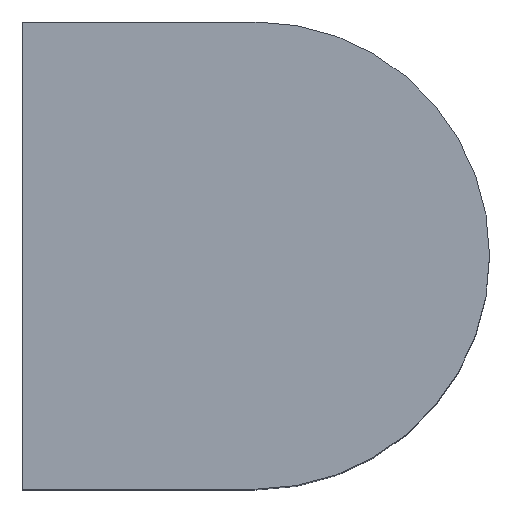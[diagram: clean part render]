
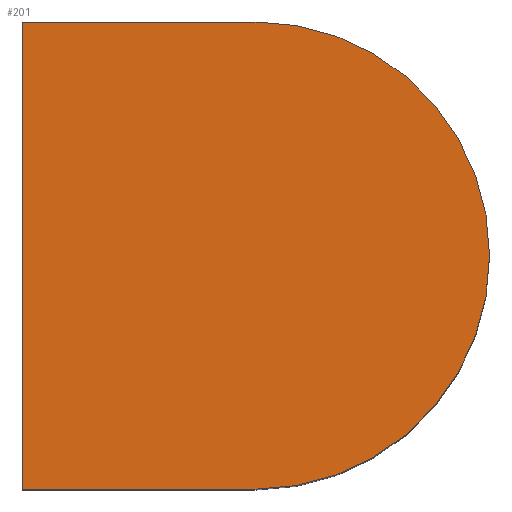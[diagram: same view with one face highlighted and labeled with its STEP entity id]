
A CAD part, top view. The second image highlights one B-rep face of the part: STEP entity #201.
In plain terms, the highlighted planar face has unit normal (0, 0, 1).
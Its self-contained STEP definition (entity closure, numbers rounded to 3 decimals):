
#9 = DIRECTION ( 'NONE',  ( -1., 0., 0. ) ) ;
#19 = AXIS2_PLACEMENT_3D ( 'NONE', #297, #204, #9 ) ;
#25 = DIRECTION ( 'NONE',  ( -1., 0., 0. ) ) ;
#36 = DIRECTION ( 'NONE',  ( 0., 0., 1. ) ) ;
#37 = CARTESIAN_POINT ( 'NONE',  ( 0., 0., 6.5 ) ) ;
#47 = AXIS2_PLACEMENT_3D ( 'NONE', #54, #260, #108 ) ;
#49 = AXIS2_PLACEMENT_3D ( 'NONE', #37, #36, #25 ) ;
#51 = CARTESIAN_POINT ( 'NONE',  ( 3., 3., 6.5 ) ) ;
#52 = VERTEX_POINT ( 'NONE', #93 ) ;
#54 = CARTESIAN_POINT ( 'NONE',  ( 0., 0., 6.5 ) ) ;
#61 = CIRCLE ( 'NONE', #49, 3. ) ;
#71 = EDGE_LOOP ( 'NONE', ( #188, #195, #205, #215, #216 ) ) ;
#77 = VERTEX_POINT ( 'NONE', #284 ) ;
#83 = VERTEX_POINT ( 'NONE', #88 ) ;
#86 = VERTEX_POINT ( 'NONE', #125 ) ;
#88 = CARTESIAN_POINT ( 'NONE',  ( 0., 3., 6.5 ) ) ;
#89 = EDGE_CURVE ( 'NONE', #52, #83, #61, .T. ) ;
#91 = CARTESIAN_POINT ( 'NONE',  ( -3., 3., 6.5 ) ) ;
#92 = VERTEX_POINT ( 'NONE', #203 ) ;
#93 = CARTESIAN_POINT ( 'NONE',  ( 3., 0., 6.5 ) ) ;
#100 = EDGE_CURVE ( 'NONE', #86, #92, #155, .T. ) ;
#108 = DIRECTION ( 'NONE',  ( -1., 0., 0. ) ) ;
#109 = EDGE_CURVE ( 'NONE', #92, #77, #151, .T. ) ;
#110 = EDGE_CURVE ( 'NONE', #83, #86, #162, .T. ) ;
#117 = EDGE_CURVE ( 'NONE', #77, #52, #168, .T. ) ;
#125 = CARTESIAN_POINT ( 'NONE',  ( -3., 3., 6.5 ) ) ;
#151 = LINE ( 'NONE', #236, #157 ) ;
#154 = VECTOR ( 'NONE', #286, 1000. ) ;
#155 = LINE ( 'NONE', #91, #154 ) ;
#157 = VECTOR ( 'NONE', #249, 1000. ) ;
#162 = LINE ( 'NONE', #51, #169 ) ;
#168 = CIRCLE ( 'NONE', #47, 3. ) ;
#169 = VECTOR ( 'NONE', #299, 1000. ) ;
#188 = ORIENTED_EDGE ( 'NONE', *, *, #109, .T. ) ;
#195 = ORIENTED_EDGE ( 'NONE', *, *, #117, .T. ) ;
#201 = ADVANCED_FACE ( 'NONE', ( #212 ), #268, .F. ) ;
#203 = CARTESIAN_POINT ( 'NONE',  ( -3., -3., 6.5 ) ) ;
#204 = DIRECTION ( 'NONE',  ( 0., 0., -1. ) ) ;
#205 = ORIENTED_EDGE ( 'NONE', *, *, #89, .T. ) ;
#212 = FACE_OUTER_BOUND ( 'NONE', #71, .T. ) ;
#215 = ORIENTED_EDGE ( 'NONE', *, *, #110, .T. ) ;
#216 = ORIENTED_EDGE ( 'NONE', *, *, #100, .T. ) ;
#236 = CARTESIAN_POINT ( 'NONE',  ( 3., -3., 6.5 ) ) ;
#249 = DIRECTION ( 'NONE',  ( 1., 0., 0. ) ) ;
#260 = DIRECTION ( 'NONE',  ( 0., 0., 1. ) ) ;
#268 = PLANE ( 'NONE',  #19 ) ;
#284 = CARTESIAN_POINT ( 'NONE',  ( 0., -3., 6.5 ) ) ;
#286 = DIRECTION ( 'NONE',  ( 0., -1., 0. ) ) ;
#297 = CARTESIAN_POINT ( 'NONE',  ( 0., 0., 6.5 ) ) ;
#299 = DIRECTION ( 'NONE',  ( -1., 0., 0. ) ) ;
